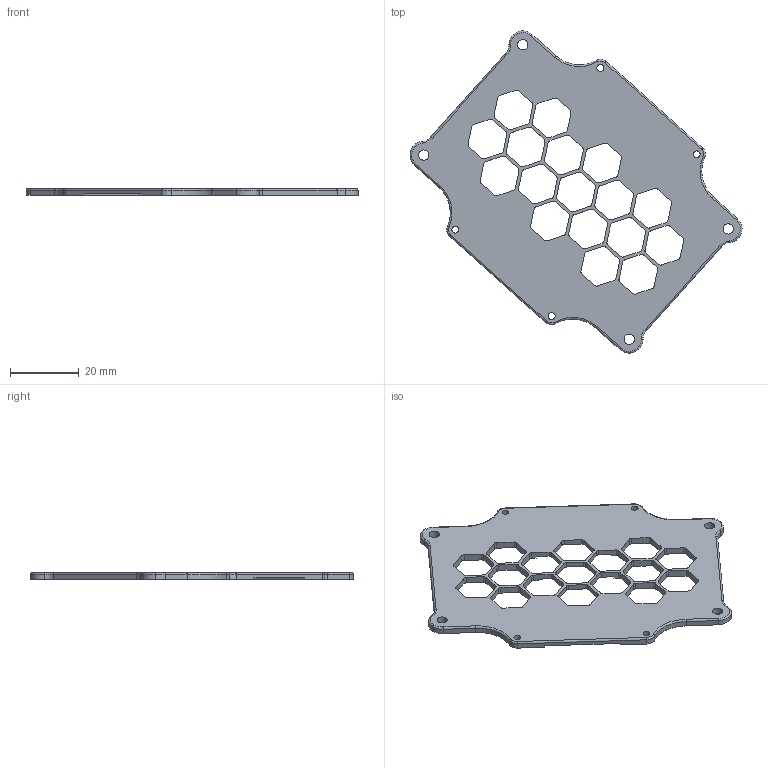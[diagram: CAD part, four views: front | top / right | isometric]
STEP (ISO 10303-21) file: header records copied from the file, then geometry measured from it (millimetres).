
FILE_DESCRIPTION (( 'STEP AP214' ), '1' );
FILE_NAME ('8_萇喀嘐隅啣_2mm_1跺.STEP', '2024-06-12T07:34:27', ( '' ), ( '' ), 'SwSTEP 2.0', 'SolidWorks 2021', '' );
FILE_SCHEMA (( 'AUTOMOTIVE_DESIGN' ));
Length unit declared in the file: millimetre
Products named in the file (1): 8_萇喀嘐隅啣_2mm_1跺
Bounding box: 96.27 x 93.4 x 2 mm (x, y, z)
Volume: 6453.3 mm3; surface area: 8736 mm2
Topology: 1 solids, 1 shells, 301 faces, 882 edges, 579 vertices
Faces by surface type: cylinder 162, plane 120, torus 19
Entity records: 13165 total; most frequent: DIRECTION 1840, ORIENTED_EDGE 1764, CARTESIAN_POINT 1763, EDGE_CURVE 882, AXIS2_PLACEMENT_3D 656, VERTEX_POINT 579, LINE 528, VECTOR 528
